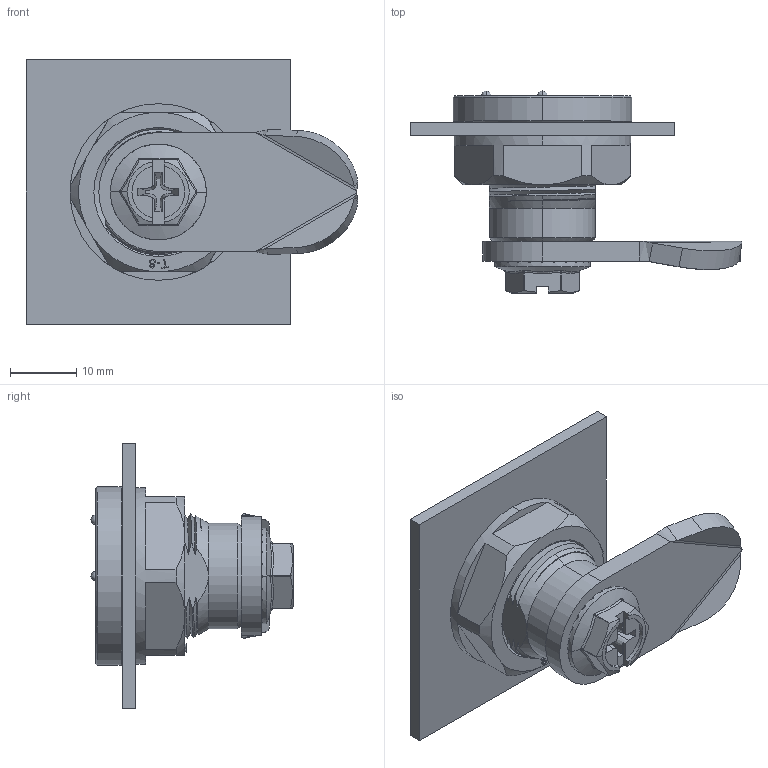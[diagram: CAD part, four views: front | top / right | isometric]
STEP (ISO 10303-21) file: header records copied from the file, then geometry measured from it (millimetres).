
FILE_DESCRIPTION (( 'STEP AP203' ), '1' );
FILE_NAME ('3SJ-MS745-4-0001_ASM.STEP', '2015-04-08T06:56:56', ( 'SkyUser' ), ( 'China' ), 'SwSTEP 2.0', 'SolidWorks 2014', '' );
FILE_SCHEMA (( 'CONFIG_CONTROL_DESIGN' ));
Length unit declared in the file: millimetre
Products named in the file (10): 3SJ-MS745-4-0001_ASM; 8SJ-MS745-4-0040; 8SJ-MS745-4-0760; MIFENGQUAN; 8SJ-MS745-4-0710; 8SJ-MS745-4-0700; SW5X10; MENBAN_3; 8sj-s1w-00271; 8SJ-MS745-4-0010
Assembly tree (9 placements, depth 2):
  3SJ-MS745-4-0001_ASM
    8SJ-MS745-4-0010
    8SJ-MS745-4-0040
    8SJ-MS745-4-0760
    MIFENGQUAN
    8SJ-MS745-4-0710
    8SJ-MS745-4-0700
    SW5X10
    MENBAN_3
    8sj-s1w-00271
Bounding box: 50.17 x 30.55 x 40 mm (x, y, z)
Volume: 12947.2 mm3; surface area: 12286.8 mm2
Topology: 9 solids, 9 shells, 857 faces, 2285 edges, 1345 vertices
Faces by surface type: bspline 370, plane 251, cylinder 199, cone 35, torus 2
Entity records: 51848 total; most frequent: CARTESIAN_POINT 33019, ORIENTED_EDGE 4320, DIRECTION 2930, EDGE_CURVE 2160, VERTEX_POINT 1345, AXIS2_PLACEMENT_3D 1082, EDGE_LOOP 891, FACE_OUTER_BOUND 857
